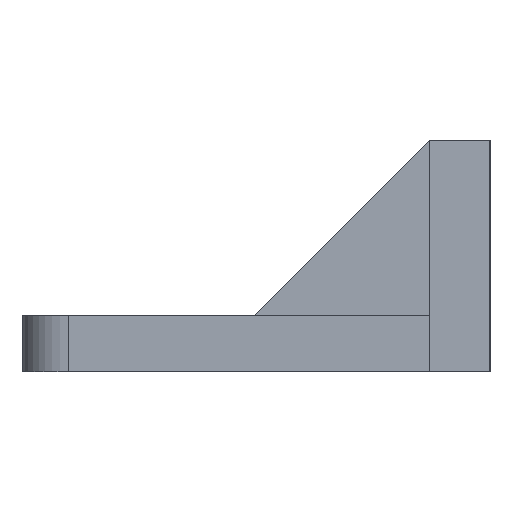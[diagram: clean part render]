
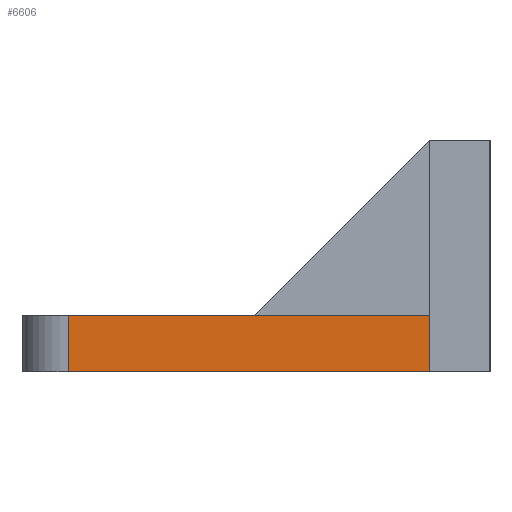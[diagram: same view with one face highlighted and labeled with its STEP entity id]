
A CAD part, left-side view. The second image highlights one B-rep face of the part: STEP entity #6606.
In plain terms, the highlighted planar face has unit normal (-1, 0, 0).
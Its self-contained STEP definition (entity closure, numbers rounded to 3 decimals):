
#6481=CARTESIAN_POINT('',(190.9,10.5,-1.56));
#6482=VERTEX_POINT('',#6481);
#6497=CARTESIAN_POINT('',(190.9,10.5,4.5));
#6498=VERTEX_POINT('',#6497);
#6505=CARTESIAN_POINT('',(190.9,10.5,4.5));
#6506=DIRECTION('',(0.,0.,-1.));
#6507=VECTOR('',#6506,6.06);
#6508=LINE('',#6505,#6507);
#6509=EDGE_CURVE('',#6498,#6482,#6508,.T.);
#6576=CARTESIAN_POINT('',(190.9,32.,4.5));
#6577=DIRECTION('',(1.,0.,0.));
#6578=DIRECTION('',(0.,0.,-1.));
#6579=AXIS2_PLACEMENT_3D('',#6576,#6577,#6578);
#6580=PLANE('',#6579);
#6581=CARTESIAN_POINT('',(190.9,49.5,4.5));
#6582=VERTEX_POINT('',#6581);
#6583=CARTESIAN_POINT('',(190.9,49.5,4.5));
#6584=DIRECTION('',(0.,-1.,0.));
#6585=VECTOR('',#6584,39.);
#6586=LINE('',#6583,#6585);
#6587=EDGE_CURVE('',#6582,#6498,#6586,.T.);
#6588=ORIENTED_EDGE('',*,*,#6587,.F.);
#6589=CARTESIAN_POINT('',(190.9,49.5,-1.56));
#6590=VERTEX_POINT('',#6589);
#6591=CARTESIAN_POINT('',(190.9,49.5,4.5));
#6592=DIRECTION('',(0.,0.,-1.));
#6593=VECTOR('',#6592,6.06);
#6594=LINE('',#6591,#6593);
#6595=EDGE_CURVE('',#6582,#6590,#6594,.T.);
#6596=ORIENTED_EDGE('',*,*,#6595,.T.);
#6597=CARTESIAN_POINT('',(190.9,49.5,-1.56));
#6598=DIRECTION('',(0.,-1.,0.));
#6599=VECTOR('',#6598,39.);
#6600=LINE('',#6597,#6599);
#6601=EDGE_CURVE('',#6590,#6482,#6600,.T.);
#6602=ORIENTED_EDGE('',*,*,#6601,.T.);
#6603=ORIENTED_EDGE('',*,*,#6509,.F.);
#6604=EDGE_LOOP('',(#6588,#6596,#6602,#6603));
#6605=FACE_BOUND('',#6604,.T.);
#6606=ADVANCED_FACE('',(#6605),#6580,.F.);
